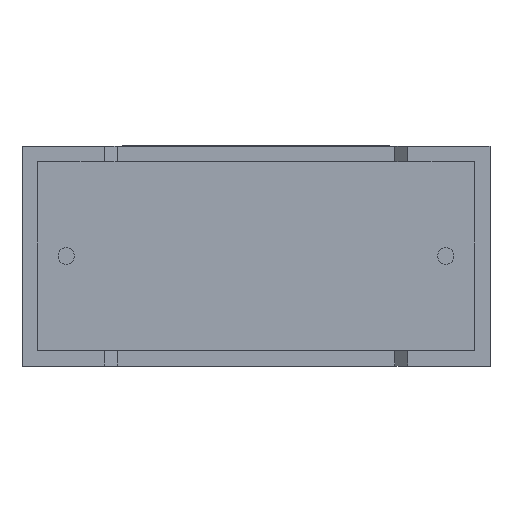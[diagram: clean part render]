
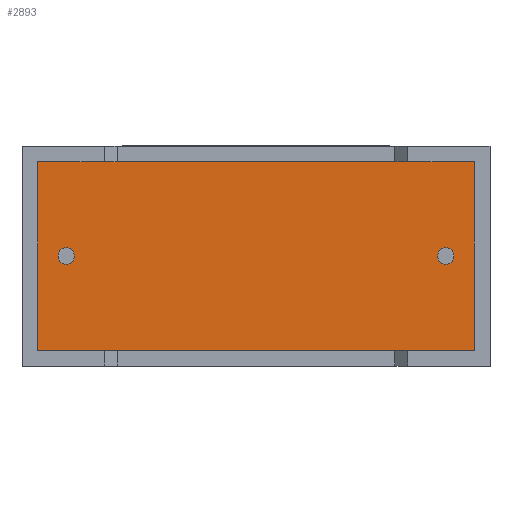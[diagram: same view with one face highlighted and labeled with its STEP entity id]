
A CAD part, front view. The second image highlights one B-rep face of the part: STEP entity #2893.
In plain terms, the highlighted planar face has unit normal (0, -1, 0).
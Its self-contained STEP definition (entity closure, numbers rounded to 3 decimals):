
#18 = EDGE_CURVE ( 'NONE', #1894, #1480, #157, .T. ) ;
#157 = LINE ( 'NONE', #2000, #2336 ) ;
#170 = CIRCLE ( 'NONE', #2137, 0.325 ) ;
#184 = CARTESIAN_POINT ( 'NONE',  ( 0.617, 0.75, 8.083 ) ) ;
#194 = VERTEX_POINT ( 'NONE', #2511 ) ;
#353 = EDGE_CURVE ( 'NONE', #1274, #194, #1994, .T. ) ;
#359 = DIRECTION ( 'NONE',  ( 0., 0., 1. ) ) ;
#364 = LINE ( 'NONE', #1290, #1100 ) ;
#376 = EDGE_CURVE ( 'NONE', #1480, #2681, #1874, .T. ) ;
#386 = AXIS2_PLACEMENT_3D ( 'NONE', #2582, #455, #1621 ) ;
#455 = DIRECTION ( 'NONE',  ( 0., -1., 0. ) ) ;
#540 = DIRECTION ( 'NONE',  ( 1., 0., 0. ) ) ;
#612 = DIRECTION ( 'NONE',  ( 0., 0., -1. ) ) ;
#657 = DIRECTION ( 'NONE',  ( 0., -1., 0. ) ) ;
#701 = DIRECTION ( 'NONE',  ( 0., 0., -1. ) ) ;
#703 = FACE_BOUND ( 'NONE', #2974, .T. ) ;
#705 = VERTEX_POINT ( 'NONE', #2924 ) ;
#707 = VERTEX_POINT ( 'NONE', #1454 ) ;
#770 = CIRCLE ( 'NONE', #1203, 0.325 ) ;
#772 = CIRCLE ( 'NONE', #2854, 0.325 ) ;
#787 = EDGE_CURVE ( 'NONE', #2681, #707, #2098, .T. ) ;
#878 = CARTESIAN_POINT ( 'NONE',  ( 1.75, 0.75, 4.35 ) ) ;
#891 = FACE_OUTER_BOUND ( 'NONE', #2743, .T. ) ;
#1033 = EDGE_CURVE ( 'NONE', #1754, #705, #170, .T. ) ;
#1065 = DIRECTION ( 'NONE',  ( 0., -1., 0. ) ) ;
#1074 = ORIENTED_EDGE ( 'NONE', *, *, #18, .T. ) ;
#1090 = VECTOR ( 'NONE', #701, 1000. ) ;
#1100 = VECTOR ( 'NONE', #540, 1000. ) ;
#1203 = AXIS2_PLACEMENT_3D ( 'NONE', #2509, #657, #612 ) ;
#1274 = VERTEX_POINT ( 'NONE', #1917 ) ;
#1290 = CARTESIAN_POINT ( 'NONE',  ( 0.617, 0.75, 0.617 ) ) ;
#1354 = CARTESIAN_POINT ( 'NONE',  ( 17.883, 0.75, 8.083 ) ) ;
#1362 = ORIENTED_EDGE ( 'NONE', *, *, #376, .T. ) ;
#1409 = CARTESIAN_POINT ( 'NONE',  ( 17.883, 0.75, 0.617 ) ) ;
#1452 = ORIENTED_EDGE ( 'NONE', *, *, #1033, .F. ) ;
#1454 = CARTESIAN_POINT ( 'NONE',  ( 0.617, 0.75, 0.617 ) ) ;
#1480 = VERTEX_POINT ( 'NONE', #2466 ) ;
#1530 = ORIENTED_EDGE ( 'NONE', *, *, #353, .F. ) ;
#1621 = DIRECTION ( 'NONE',  ( 0., 0., -1. ) ) ;
#1637 = ORIENTED_EDGE ( 'NONE', *, *, #2145, .F. ) ;
#1747 = ORIENTED_EDGE ( 'NONE', *, *, #2003, .T. ) ;
#1754 = VERTEX_POINT ( 'NONE', #2239 ) ;
#1840 = FACE_BOUND ( 'NONE', #2060, .T. ) ;
#1859 = DIRECTION ( 'NONE',  ( 0., -1., 0. ) ) ;
#1873 = CARTESIAN_POINT ( 'NONE',  ( 0.617, 0.75, 8.083 ) ) ;
#1874 = LINE ( 'NONE', #1354, #2378 ) ;
#1894 = VERTEX_POINT ( 'NONE', #1409 ) ;
#1917 = CARTESIAN_POINT ( 'NONE',  ( 1.75, 0.75, 4.025 ) ) ;
#1937 = DIRECTION ( 'NONE',  ( 0., -1., 0. ) ) ;
#1994 = CIRCLE ( 'NONE', #2039, 0.325 ) ;
#2000 = CARTESIAN_POINT ( 'NONE',  ( 17.883, 0.75, 0.617 ) ) ;
#2003 = EDGE_CURVE ( 'NONE', #707, #1894, #364, .T. ) ;
#2039 = AXIS2_PLACEMENT_3D ( 'NONE', #878, #1859, #2534 ) ;
#2060 = EDGE_LOOP ( 'NONE', ( #2717, #1530 ) ) ;
#2098 = LINE ( 'NONE', #1873, #1090 ) ;
#2137 = AXIS2_PLACEMENT_3D ( 'NONE', #2727, #1065, #2919 ) ;
#2145 = EDGE_CURVE ( 'NONE', #705, #1754, #770, .T. ) ;
#2239 = CARTESIAN_POINT ( 'NONE',  ( 16.75, 0.75, 4.675 ) ) ;
#2294 = DIRECTION ( 'NONE',  ( -1., 0., 0. ) ) ;
#2336 = VECTOR ( 'NONE', #359, 1000. ) ;
#2349 = EDGE_CURVE ( 'NONE', #194, #1274, #772, .T. ) ;
#2378 = VECTOR ( 'NONE', #2294, 1000. ) ;
#2439 = CARTESIAN_POINT ( 'NONE',  ( 1.75, 0.75, 4.35 ) ) ;
#2452 = DIRECTION ( 'NONE',  ( 0., 0., -1. ) ) ;
#2466 = CARTESIAN_POINT ( 'NONE',  ( 17.883, 0.75, 8.083 ) ) ;
#2509 = CARTESIAN_POINT ( 'NONE',  ( 16.75, 0.75, 4.35 ) ) ;
#2511 = CARTESIAN_POINT ( 'NONE',  ( 1.75, 0.75, 4.675 ) ) ;
#2534 = DIRECTION ( 'NONE',  ( 0., 0., -1. ) ) ;
#2582 = CARTESIAN_POINT ( 'NONE',  ( 0., 0.75, 0. ) ) ;
#2681 = VERTEX_POINT ( 'NONE', #184 ) ;
#2717 = ORIENTED_EDGE ( 'NONE', *, *, #2349, .F. ) ;
#2727 = CARTESIAN_POINT ( 'NONE',  ( 16.75, 0.75, 4.35 ) ) ;
#2743 = EDGE_LOOP ( 'NONE', ( #2767, #1747, #1074, #1362 ) ) ;
#2763 = PLANE ( 'NONE',  #386 ) ;
#2767 = ORIENTED_EDGE ( 'NONE', *, *, #787, .T. ) ;
#2854 = AXIS2_PLACEMENT_3D ( 'NONE', #2439, #1937, #2452 ) ;
#2893 = ADVANCED_FACE ( 'NONE', ( #703, #891, #1840 ), #2763, .T. ) ;
#2919 = DIRECTION ( 'NONE',  ( 0., 0., -1. ) ) ;
#2924 = CARTESIAN_POINT ( 'NONE',  ( 16.75, 0.75, 4.025 ) ) ;
#2974 = EDGE_LOOP ( 'NONE', ( #1452, #1637 ) ) ;
